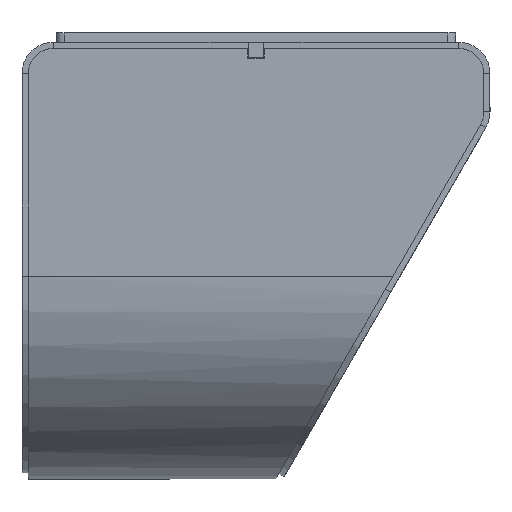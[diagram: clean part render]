
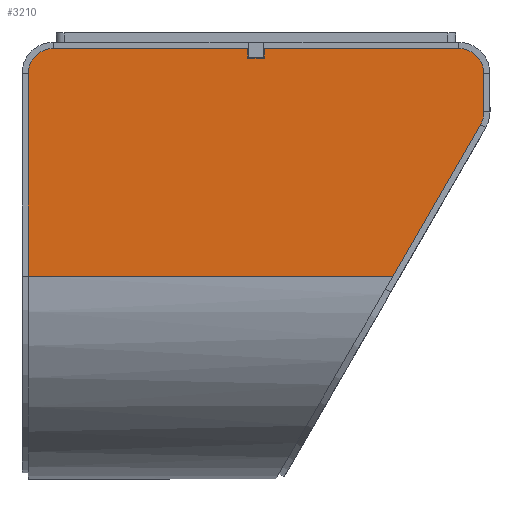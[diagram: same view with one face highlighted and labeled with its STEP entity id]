
A CAD part, left-side view. The second image highlights one B-rep face of the part: STEP entity #3210.
In plain terms, the highlighted planar face has unit normal (-1, 0, 0).
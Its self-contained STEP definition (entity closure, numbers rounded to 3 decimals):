
#190 = VECTOR ( 'NONE', #6714, 1000. ) ;
#266 = CARTESIAN_POINT ( 'NONE',  ( 0., -75.6, 0. ) ) ;
#401 = LINE ( 'NONE', #5033, #5383 ) ;
#594 = VERTEX_POINT ( 'NONE', #686 ) ;
#686 = CARTESIAN_POINT ( 'NONE',  ( 0., -138., 0. ) ) ;
#723 = LINE ( 'NONE', #3490, #1878 ) ;
#745 = ORIENTED_EDGE ( 'NONE', *, *, #6307, .F. ) ;
#785 = ORIENTED_EDGE ( 'NONE', *, *, #1950, .T. ) ;
#865 = AXIS2_PLACEMENT_3D ( 'NONE', #4886, #5406, #1215 ) ;
#883 = DIRECTION ( 'NONE',  ( 0., 0., 1. ) ) ;
#902 = VERTEX_POINT ( 'NONE', #4566 ) ;
#939 = VERTEX_POINT ( 'NONE', #2938 ) ;
#949 = LINE ( 'NONE', #5849, #4104 ) ;
#1104 = EDGE_CURVE ( 'NONE', #4893, #902, #723, .T. ) ;
#1125 = VERTEX_POINT ( 'NONE', #4040 ) ;
#1134 = DIRECTION ( 'NONE',  ( -1., 0., 0. ) ) ;
#1215 = DIRECTION ( 'NONE',  ( 0., 0., -1. ) ) ;
#1321 = EDGE_CURVE ( 'NONE', #939, #4352, #401, .T. ) ;
#1334 = ORIENTED_EDGE ( 'NONE', *, *, #1792, .T. ) ;
#1566 = CARTESIAN_POINT ( 'NONE',  ( 0., -145.196, -23.892 ) ) ;
#1675 = LINE ( 'NONE', #6118, #190 ) ;
#1700 = CARTESIAN_POINT ( 'NONE',  ( 0., -138., -8. ) ) ;
#1792 = EDGE_CURVE ( 'NONE', #4352, #1125, #6660, .T. ) ;
#1878 = VECTOR ( 'NONE', #1969, 1000. ) ;
#1950 = EDGE_CURVE ( 'NONE', #1986, #939, #2986, .T. ) ;
#1969 = DIRECTION ( 'NONE',  ( 0., 0., -1. ) ) ;
#1986 = VERTEX_POINT ( 'NONE', #6794 ) ;
#2003 = CARTESIAN_POINT ( 'NONE',  ( 0., 0., -73. ) ) ;
#2038 = EDGE_LOOP ( 'NONE', ( #6319, #785, #4749, #1334, #3152, #745, #4763, #2877, #4140, #3169, #4577, #3481 ) ) ;
#2194 = CARTESIAN_POINT ( 'NONE',  ( 0., -146., -8. ) ) ;
#2358 = CARTESIAN_POINT ( 'NONE',  ( 0., -146., 0. ) ) ;
#2406 = CARTESIAN_POINT ( 'NONE',  ( 0., -8., -8. ) ) ;
#2516 = DIRECTION ( 'NONE',  ( 0., 0., -1. ) ) ;
#2528 = VERTEX_POINT ( 'NONE', #4165 ) ;
#2661 = VECTOR ( 'NONE', #2516, 1000. ) ;
#2832 = LINE ( 'NONE', #2925, #6012 ) ;
#2872 = DIRECTION ( 'NONE',  ( 0., 1., 0. ) ) ;
#2877 = ORIENTED_EDGE ( 'NONE', *, *, #4591, .T. ) ;
#2925 = CARTESIAN_POINT ( 'NONE',  ( 0., -70.4, -3.1 ) ) ;
#2938 = CARTESIAN_POINT ( 'NONE',  ( 0., -70.4, 0. ) ) ;
#2974 = AXIS2_PLACEMENT_3D ( 'NONE', #2406, #3487, #4494 ) ;
#2986 = LINE ( 'NONE', #5705, #4668 ) ;
#3152 = ORIENTED_EDGE ( 'NONE', *, *, #4089, .T. ) ;
#3166 = FACE_OUTER_BOUND ( 'NONE', #2038, .T. ) ;
#3169 = ORIENTED_EDGE ( 'NONE', *, *, #4041, .T. ) ;
#3210 = ADVANCED_FACE ( 'NONE', ( #3166 ), #3489, .F. ) ;
#3374 = DIRECTION ( 'NONE',  ( 0., 0., -1. ) ) ;
#3481 = ORIENTED_EDGE ( 'NONE', *, *, #1104, .T. ) ;
#3487 = DIRECTION ( 'NONE',  ( -1., 0., 0. ) ) ;
#3489 = PLANE ( 'NONE',  #5695 ) ;
#3490 = CARTESIAN_POINT ( 'NONE',  ( 0., -75.6, 0. ) ) ;
#3509 = AXIS2_PLACEMENT_3D ( 'NONE', #1700, #1134, #4385 ) ;
#3581 = CIRCLE ( 'NONE', #3509, 8. ) ;
#3820 = CIRCLE ( 'NONE', #865, 6. ) ;
#4024 = DIRECTION ( 'NONE',  ( 0., 1., 0. ) ) ;
#4040 = CARTESIAN_POINT ( 'NONE',  ( 0., 0., -8. ) ) ;
#4041 = EDGE_CURVE ( 'NONE', #4692, #594, #3581, .T. ) ;
#4089 = EDGE_CURVE ( 'NONE', #1125, #6489, #4849, .T. ) ;
#4104 = VECTOR ( 'NONE', #5300, 1000. ) ;
#4140 = ORIENTED_EDGE ( 'NONE', *, *, #6491, .F. ) ;
#4165 = CARTESIAN_POINT ( 'NONE',  ( 0., -116.844, -73. ) ) ;
#4352 = VERTEX_POINT ( 'NONE', #6857 ) ;
#4385 = DIRECTION ( 'NONE',  ( 0., 0., -1. ) ) ;
#4465 = DIRECTION ( 'NONE',  ( 0., 0., -1. ) ) ;
#4494 = DIRECTION ( 'NONE',  ( 0., 0., -1. ) ) ;
#4497 = VERTEX_POINT ( 'NONE', #1566 ) ;
#4526 = LINE ( 'NONE', #6148, #5673 ) ;
#4545 = DIRECTION ( 'NONE',  ( 1., 0., 0. ) ) ;
#4554 = DIRECTION ( 'NONE',  ( 0., 1., 0. ) ) ;
#4566 = CARTESIAN_POINT ( 'NONE',  ( 0., -75.6, -3.1 ) ) ;
#4577 = ORIENTED_EDGE ( 'NONE', *, *, #6353, .T. ) ;
#4591 = EDGE_CURVE ( 'NONE', #4497, #6023, #3820, .T. ) ;
#4668 = VECTOR ( 'NONE', #883, 1000. ) ;
#4692 = VERTEX_POINT ( 'NONE', #2194 ) ;
#4749 = ORIENTED_EDGE ( 'NONE', *, *, #1321, .T. ) ;
#4763 = ORIENTED_EDGE ( 'NONE', *, *, #5867, .T. ) ;
#4849 = LINE ( 'NONE', #4877, #5672 ) ;
#4858 = CARTESIAN_POINT ( 'NONE',  ( 0., -146., -20.892 ) ) ;
#4877 = CARTESIAN_POINT ( 'NONE',  ( 0., 0., 0. ) ) ;
#4886 = CARTESIAN_POINT ( 'NONE',  ( 0., -140., -20.892 ) ) ;
#4893 = VERTEX_POINT ( 'NONE', #266 ) ;
#5033 = CARTESIAN_POINT ( 'NONE',  ( 0., -146., 0. ) ) ;
#5300 = DIRECTION ( 'NONE',  ( 0., -0.5, 0.866 ) ) ;
#5383 = VECTOR ( 'NONE', #2872, 1000. ) ;
#5406 = DIRECTION ( 'NONE',  ( -1., 0., 0. ) ) ;
#5672 = VECTOR ( 'NONE', #3374, 1000. ) ;
#5673 = VECTOR ( 'NONE', #4554, 1000. ) ;
#5695 = AXIS2_PLACEMENT_3D ( 'NONE', #2358, #4545, #4465 ) ;
#5705 = CARTESIAN_POINT ( 'NONE',  ( 0., -70.4, 0. ) ) ;
#5849 = CARTESIAN_POINT ( 'NONE',  ( 0., -146., -22.5 ) ) ;
#5867 = EDGE_CURVE ( 'NONE', #2528, #4497, #949, .T. ) ;
#6012 = VECTOR ( 'NONE', #4024, 1000. ) ;
#6023 = VERTEX_POINT ( 'NONE', #4858 ) ;
#6118 = CARTESIAN_POINT ( 'NONE',  ( 0., -146., -73. ) ) ;
#6148 = CARTESIAN_POINT ( 'NONE',  ( 0., -146., 0. ) ) ;
#6177 = LINE ( 'NONE', #6831, #2661 ) ;
#6307 = EDGE_CURVE ( 'NONE', #2528, #6489, #1675, .T. ) ;
#6314 = EDGE_CURVE ( 'NONE', #902, #1986, #2832, .T. ) ;
#6319 = ORIENTED_EDGE ( 'NONE', *, *, #6314, .T. ) ;
#6353 = EDGE_CURVE ( 'NONE', #594, #4893, #4526, .T. ) ;
#6489 = VERTEX_POINT ( 'NONE', #2003 ) ;
#6491 = EDGE_CURVE ( 'NONE', #4692, #6023, #6177, .T. ) ;
#6660 = CIRCLE ( 'NONE', #2974, 8. ) ;
#6714 = DIRECTION ( 'NONE',  ( 0., 1., 0. ) ) ;
#6794 = CARTESIAN_POINT ( 'NONE',  ( 0., -70.4, -3.1 ) ) ;
#6831 = CARTESIAN_POINT ( 'NONE',  ( 0., -146., 0. ) ) ;
#6857 = CARTESIAN_POINT ( 'NONE',  ( 0., -8., 0. ) ) ;
